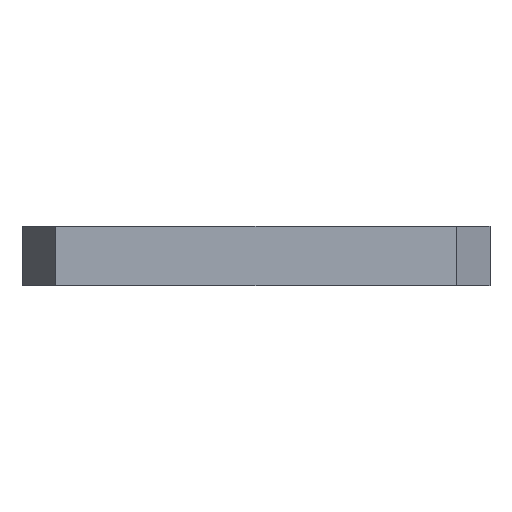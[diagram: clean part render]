
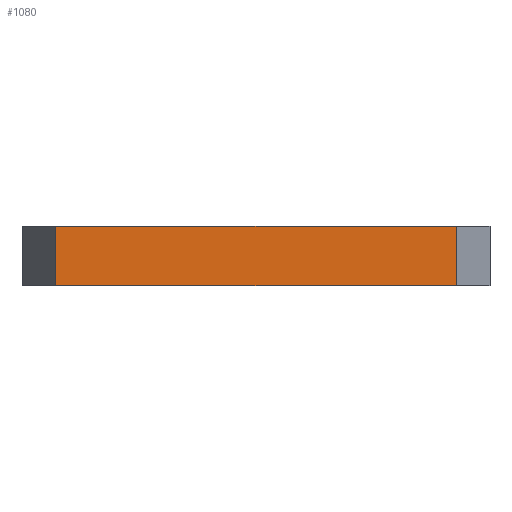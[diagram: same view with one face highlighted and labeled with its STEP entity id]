
A CAD part, front view. The second image highlights one B-rep face of the part: STEP entity #1080.
In plain terms, the highlighted planar face has unit normal (0, -1, 0).
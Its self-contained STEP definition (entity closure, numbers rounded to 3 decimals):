
#294=LINE('',#5310,#698);
#376=LINE('',#5538,#780);
#425=LINE('',#5668,#829);
#426=LINE('',#5670,#830);
#698=VECTOR('',#4318,1.);
#780=VECTOR('',#4464,1.);
#829=VECTOR('',#4547,1.);
#830=VECTOR('',#4550,1.);
#1080=ADVANCED_FACE('',(#1423),#1277,.T.);
#1277=PLANE('',#4032);
#1423=FACE_OUTER_BOUND('',#1616,.T.);
#1616=EDGE_LOOP('',(#2041,#2042,#2043,#2044));
#2041=ORIENTED_EDGE('',*,*,#3483,.T.);
#2042=ORIENTED_EDGE('',*,*,#3548,.F.);
#2043=ORIENTED_EDGE('',*,*,#3549,.F.);
#2044=ORIENTED_EDGE('',*,*,#3370,.T.);
#2985=VERTEX_POINT('',#5311);
#2986=VERTEX_POINT('',#5312);
#3099=VERTEX_POINT('',#5539);
#3162=VERTEX_POINT('',#5667);
#3370=EDGE_CURVE('',#2985,#2986,#294,.T.);
#3483=EDGE_CURVE('',#2986,#3099,#376,.T.);
#3548=EDGE_CURVE('',#3162,#3099,#425,.T.);
#3549=EDGE_CURVE('',#2985,#3162,#426,.T.);
#4032=AXIS2_PLACEMENT_3D('',#5671,#4551,#4552);
#4318=DIRECTION('',(-1.,0.,0.));
#4464=DIRECTION('',(0.,0.,-1.));
#4547=DIRECTION('',(-1.,0.,0.));
#4550=DIRECTION('',(0.,0.,-1.));
#4551=DIRECTION('',(0.,-1.,0.));
#4552=DIRECTION('',(0.,0.,-1.));
#5310=CARTESIAN_POINT('',(17.113,5.,0.));
#5311=CARTESIAN_POINT('',(17.113,5.,0.));
#5312=CARTESIAN_POINT('',(-17.113,5.,0.));
#5538=CARTESIAN_POINT('',(-17.113,5.,0.));
#5539=CARTESIAN_POINT('',(-17.113,5.,-5.1));
#5667=CARTESIAN_POINT('',(17.113,5.,-5.1));
#5668=CARTESIAN_POINT('',(17.113,5.,-5.1));
#5670=CARTESIAN_POINT('',(17.113,5.,0.));
#5671=CARTESIAN_POINT('',(17.113,5.,0.));
